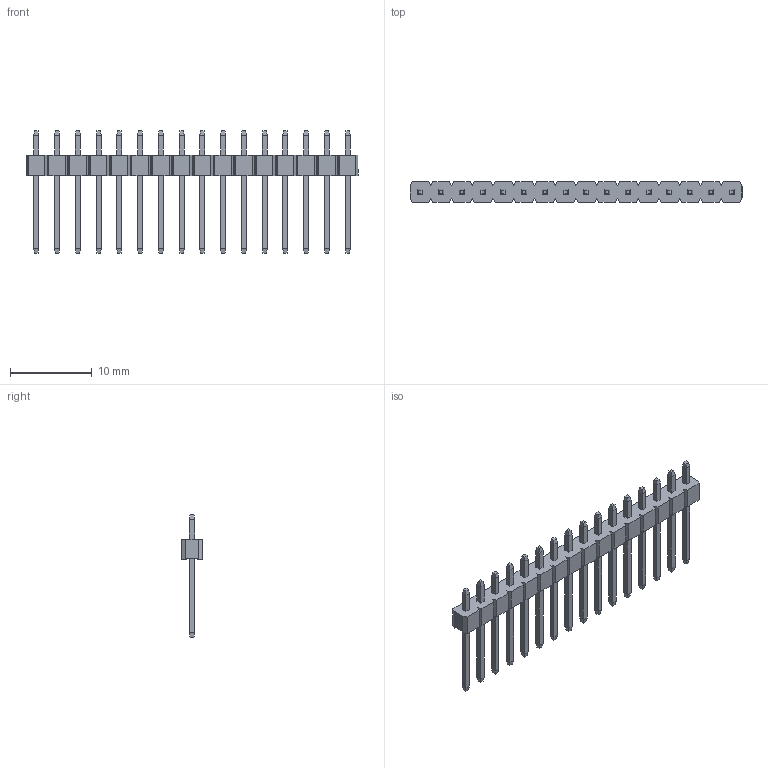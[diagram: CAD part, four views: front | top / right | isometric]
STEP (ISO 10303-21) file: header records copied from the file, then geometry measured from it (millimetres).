
FILE_DESCRIPTION (( 'STEP AP214' ), '1' );
FILE_NAME ('FPH25448-S16S1014073340B-REF.STEP', '2026-01-19T01:14:07', ( '' ), ( '' ), 'SwSTEP 2.0', 'SolidWorks 2021', '' );
FILE_SCHEMA (( 'AUTOMOTIVE_DESIGN' ));
Length unit declared in the file: millimetre
Products named in the file (1): FPH25448-S16S1014073340B-REF
Bounding box: 40.64 x 2.5 x 15 mm (x, y, z)
Volume: 313.8 mm3; surface area: 977.7 mm2
Topology: 1 solids, 1 shells, 392 faces, 946 edges, 588 vertices
Faces by surface type: plane 392
Entity records: 11040 total; most frequent: CARTESIAN_POINT 1927, ORIENTED_EDGE 1892, DIRECTION 1732, EDGE_CURVE 946, LINE 946, VECTOR 946, VERTEX_POINT 588, EDGE_LOOP 424
